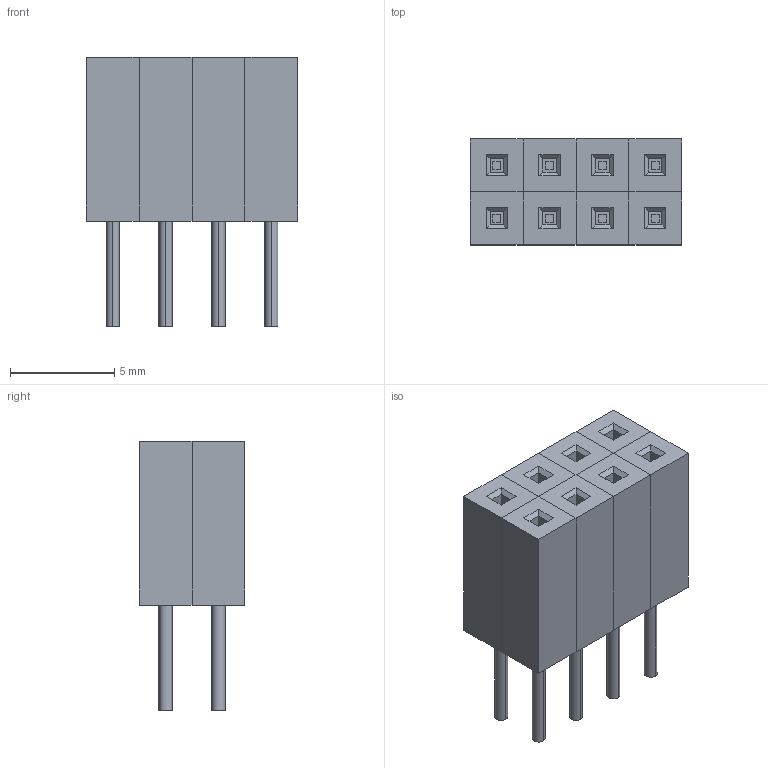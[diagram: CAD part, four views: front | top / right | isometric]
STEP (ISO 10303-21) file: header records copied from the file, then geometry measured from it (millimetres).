
FILE_DESCRIPTION(('STEP AP214'),'1');
FILE_NAME('5-534206-4_TYC','2024-11-11T08:46:39',(''),(''),'','','');
FILE_SCHEMA(('AUTOMOTIVE_DESIGN'));
Length unit declared in the file: millimetre
Products named in the file (1): product
Bounding box: 10.16 x 5.08 x 12.95 mm (x, y, z)
Volume: 402.2 mm3; surface area: 860.5 mm2
Topology: 10 solids, 10 shells, 212 faces, 472 edges, 296 vertices
Faces by surface type: plane 196, cylinder 16
Entity records: 5638 total; most frequent: ORIENTED_EDGE 944, DIRECTION 930, CARTESIAN_POINT 525, EDGE_CURVE 472, LINE 440, VECTOR 440, VERTEX_POINT 296, AXIS2_PLACEMENT_3D 245
